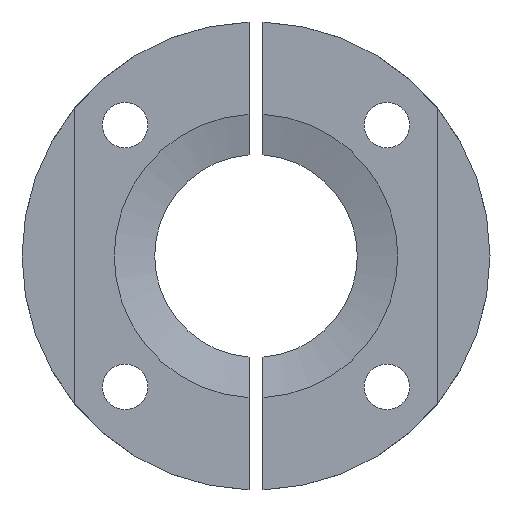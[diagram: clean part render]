
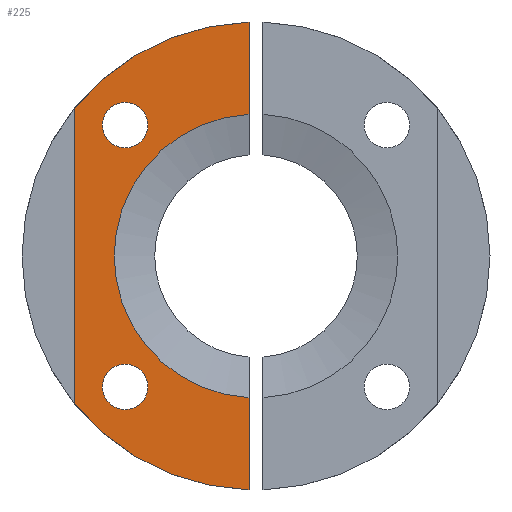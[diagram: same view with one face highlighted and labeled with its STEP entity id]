
A CAD part, front view. The second image highlights one B-rep face of the part: STEP entity #225.
In plain terms, the highlighted planar face has unit normal (0, -1, 0).
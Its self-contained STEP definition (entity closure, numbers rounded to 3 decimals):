
#4 = EDGE_CURVE ( 'NONE', #1223, #878, #289, .T. ) ;
#12 = ORIENTED_EDGE ( 'NONE', *, *, #415, .F. ) ;
#14 = CIRCLE ( 'NONE', #343, 3.25 ) ;
#31 = LINE ( 'NONE', #618, #52 ) ;
#40 = VERTEX_POINT ( 'NONE', #200 ) ;
#52 = VECTOR ( 'NONE', #642, 1000. ) ;
#70 = FACE_BOUND ( 'NONE', #527, .T. ) ;
#74 = LINE ( 'NONE', #667, #88 ) ;
#78 = CARTESIAN_POINT ( 'NONE',  ( -1., 2., 20.275 ) ) ;
#83 = EDGE_CURVE ( 'NONE', #1179, #492, #221, .T. ) ;
#86 = FACE_OUTER_BOUND ( 'NONE', #649, .T. ) ;
#88 = VECTOR ( 'NONE', #669, 1000. ) ;
#130 = CIRCLE ( 'NONE', #781, 33.5 ) ;
#137 = CARTESIAN_POINT ( 'NONE',  ( -1., 2., -33.485 ) ) ;
#139 = FACE_BOUND ( 'NONE', #544, .T. ) ;
#143 = EDGE_CURVE ( 'NONE', #1235, #40, #130, .T. ) ;
#152 = AXIS2_PLACEMENT_3D ( 'NONE', #323, #317, #336 ) ;
#187 = DIRECTION ( 'NONE',  ( -1., 0., 0. ) ) ;
#200 = CARTESIAN_POINT ( 'NONE',  ( -26., 2., -21.125 ) ) ;
#221 = CIRCLE ( 'NONE', #474, 33.5 ) ;
#225 = ADVANCED_FACE ( 'NONE', ( #139, #70, #86 ), #824, .F. ) ;
#281 = ORIENTED_EDGE ( 'NONE', *, *, #83, .F. ) ;
#285 = AXIS2_PLACEMENT_3D ( 'NONE', #529, #561, #187 ) ;
#289 = CIRCLE ( 'NONE', #285, 20.3 ) ;
#292 = CARTESIAN_POINT ( 'NONE',  ( -1., 2., 33.485 ) ) ;
#299 = DIRECTION ( 'NONE',  ( -1., 0., 0. ) ) ;
#302 = EDGE_CURVE ( 'NONE', #492, #1223, #74, .T. ) ;
#303 = DIRECTION ( 'NONE',  ( 0., -1., 0. ) ) ;
#317 = DIRECTION ( 'NONE',  ( 0., -1., 0. ) ) ;
#320 = CARTESIAN_POINT ( 'NONE',  ( -18.738, 2., 18.738 ) ) ;
#321 = EDGE_CURVE ( 'NONE', #878, #1235, #31, .T. ) ;
#323 = CARTESIAN_POINT ( 'NONE',  ( -18.738, 2., -18.738 ) ) ;
#328 = EDGE_CURVE ( 'NONE', #1197, #1112, #14, .T. ) ;
#336 = DIRECTION ( 'NONE',  ( -1., 0., 0. ) ) ;
#339 = DIRECTION ( 'NONE',  ( 0., 0., 1. ) ) ;
#343 = AXIS2_PLACEMENT_3D ( 'NONE', #537, #532, #526 ) ;
#350 = CARTESIAN_POINT ( 'NONE',  ( -26., 2., 21.125 ) ) ;
#354 = CARTESIAN_POINT ( 'NONE',  ( -18.738, 2., -21.988 ) ) ;
#373 = DIRECTION ( 'NONE',  ( -1., 0., 0. ) ) ;
#378 = DIRECTION ( 'NONE',  ( 0., -1., 0. ) ) ;
#382 = CARTESIAN_POINT ( 'NONE',  ( -18.738, 2., 18.738 ) ) ;
#392 = CARTESIAN_POINT ( 'NONE',  ( -26., 2., -33.5 ) ) ;
#415 = EDGE_CURVE ( 'NONE', #935, #1026, #1006, .T. ) ;
#424 = ORIENTED_EDGE ( 'NONE', *, *, #460, .F. ) ;
#460 = EDGE_CURVE ( 'NONE', #1026, #935, #1093, .T. ) ;
#463 = EDGE_CURVE ( 'NONE', #40, #1179, #655, .T. ) ;
#467 = CARTESIAN_POINT ( 'NONE',  ( -15.488, 2., 18.738 ) ) ;
#474 = AXIS2_PLACEMENT_3D ( 'NONE', #1174, #1167, #1163 ) ;
#492 = VERTEX_POINT ( 'NONE', #292 ) ;
#506 = CIRCLE ( 'NONE', #152, 3.25 ) ;
#514 = ORIENTED_EDGE ( 'NONE', *, *, #143, .F. ) ;
#526 = DIRECTION ( 'NONE',  ( -1., 0., 0. ) ) ;
#527 = EDGE_LOOP ( 'NONE', ( #424, #12 ) ) ;
#529 = CARTESIAN_POINT ( 'NONE',  ( 0., 2., 0. ) ) ;
#532 = DIRECTION ( 'NONE',  ( 0., -1., 0. ) ) ;
#537 = CARTESIAN_POINT ( 'NONE',  ( -18.738, 2., -18.738 ) ) ;
#544 = EDGE_LOOP ( 'NONE', ( #1209, #836 ) ) ;
#561 = DIRECTION ( 'NONE',  ( 0., -1., 0. ) ) ;
#571 = AXIS2_PLACEMENT_3D ( 'NONE', #841, #849, #819 ) ;
#574 = ORIENTED_EDGE ( 'NONE', *, *, #321, .F. ) ;
#616 = ORIENTED_EDGE ( 'NONE', *, *, #302, .F. ) ;
#618 = CARTESIAN_POINT ( 'NONE',  ( -1., 2., 33.485 ) ) ;
#642 = DIRECTION ( 'NONE',  ( 0., 0., -1. ) ) ;
#643 = VECTOR ( 'NONE', #339, 1000. ) ;
#649 = EDGE_LOOP ( 'NONE', ( #915, #514, #574, #1017, #616, #281 ) ) ;
#655 = LINE ( 'NONE', #392, #643 ) ;
#667 = CARTESIAN_POINT ( 'NONE',  ( -1., 2., 33.485 ) ) ;
#669 = DIRECTION ( 'NONE',  ( 0., 0., -1. ) ) ;
#781 = AXIS2_PLACEMENT_3D ( 'NONE', #966, #964, #960 ) ;
#789 = AXIS2_PLACEMENT_3D ( 'NONE', #382, #378, #373 ) ;
#793 = EDGE_CURVE ( 'NONE', #1112, #1197, #506, .T. ) ;
#805 = CARTESIAN_POINT ( 'NONE',  ( -21.988, 2., 18.738 ) ) ;
#819 = DIRECTION ( 'NONE',  ( -1., 0., 0. ) ) ;
#824 = PLANE ( 'NONE',  #571 ) ;
#836 = ORIENTED_EDGE ( 'NONE', *, *, #328, .F. ) ;
#841 = CARTESIAN_POINT ( 'NONE',  ( -26., 2., -33.5 ) ) ;
#849 = DIRECTION ( 'NONE',  ( 0., 1., 0. ) ) ;
#878 = VERTEX_POINT ( 'NONE', #1182 ) ;
#915 = ORIENTED_EDGE ( 'NONE', *, *, #463, .F. ) ;
#935 = VERTEX_POINT ( 'NONE', #805 ) ;
#960 = DIRECTION ( 'NONE',  ( -1., 0., 0. ) ) ;
#964 = DIRECTION ( 'NONE',  ( 0., 1., 0. ) ) ;
#966 = CARTESIAN_POINT ( 'NONE',  ( 0., 2., 0. ) ) ;
#1006 = CIRCLE ( 'NONE', #789, 3.25 ) ;
#1017 = ORIENTED_EDGE ( 'NONE', *, *, #4, .F. ) ;
#1026 = VERTEX_POINT ( 'NONE', #467 ) ;
#1093 = CIRCLE ( 'NONE', #1153, 3.25 ) ;
#1112 = VERTEX_POINT ( 'NONE', #1215 ) ;
#1153 = AXIS2_PLACEMENT_3D ( 'NONE', #320, #303, #299 ) ;
#1163 = DIRECTION ( 'NONE',  ( -1., 0., 0. ) ) ;
#1167 = DIRECTION ( 'NONE',  ( 0., 1., 0. ) ) ;
#1174 = CARTESIAN_POINT ( 'NONE',  ( 0., 2., 0. ) ) ;
#1179 = VERTEX_POINT ( 'NONE', #350 ) ;
#1182 = CARTESIAN_POINT ( 'NONE',  ( -1., 2., -20.275 ) ) ;
#1197 = VERTEX_POINT ( 'NONE', #354 ) ;
#1209 = ORIENTED_EDGE ( 'NONE', *, *, #793, .F. ) ;
#1215 = CARTESIAN_POINT ( 'NONE',  ( -18.738, 2., -15.488 ) ) ;
#1223 = VERTEX_POINT ( 'NONE', #78 ) ;
#1235 = VERTEX_POINT ( 'NONE', #137 ) ;
